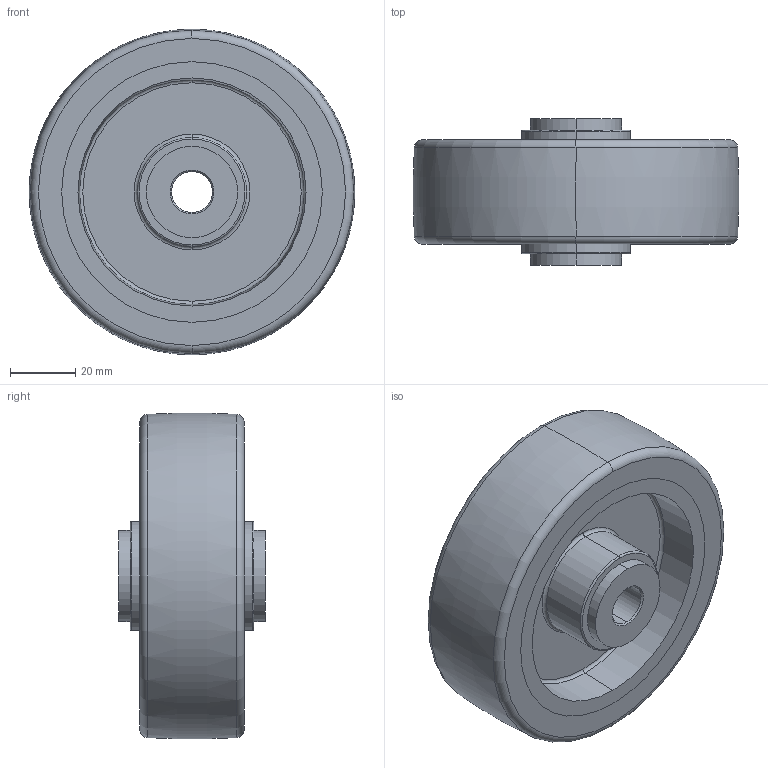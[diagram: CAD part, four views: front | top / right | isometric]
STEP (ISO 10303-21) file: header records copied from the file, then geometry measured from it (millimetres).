
FILE_DESCRIPTION(('STEP AP214'),'1');
FILE_NAME('BZH100WENPBLK.STEP','2022-01-19T11:04:03',(' '),(' '),'Spatial InterOp 3D',' ',' ');
FILE_SCHEMA(('AUTOMOTIVE_DESIGN { 1 0 10303 214 1 1 1 1 }'));
Length unit declared in the file: metre
Products named in the file (3): BZH100WENPBLK; 82 SHORE A POLYURETHANE TYRE; NYLON RIM
Assembly tree (2 placements, depth 2):
  BZH100WENPBLK
    82 SHORE A POLYURETHANE TYRE
    NYLON RIM
Bounding box: 99.87 x 45 x 99.92 mm (x, y, z)
Volume: 177399.1 mm3; surface area: 51558.6 mm2
Topology: 2 solids, 2 shells, 50 faces, 100 edges, 60 vertices
Faces by surface type: torus 18, cylinder 14, plane 10, cone 8
Entity records: 1411 total; most frequent: DIRECTION 284, CARTESIAN_POINT 213, ORIENTED_EDGE 200, AXIS2_PLACEMENT_3D 131, EDGE_CURVE 100, CIRCLE 78, EDGE_LOOP 60, VERTEX_POINT 60
